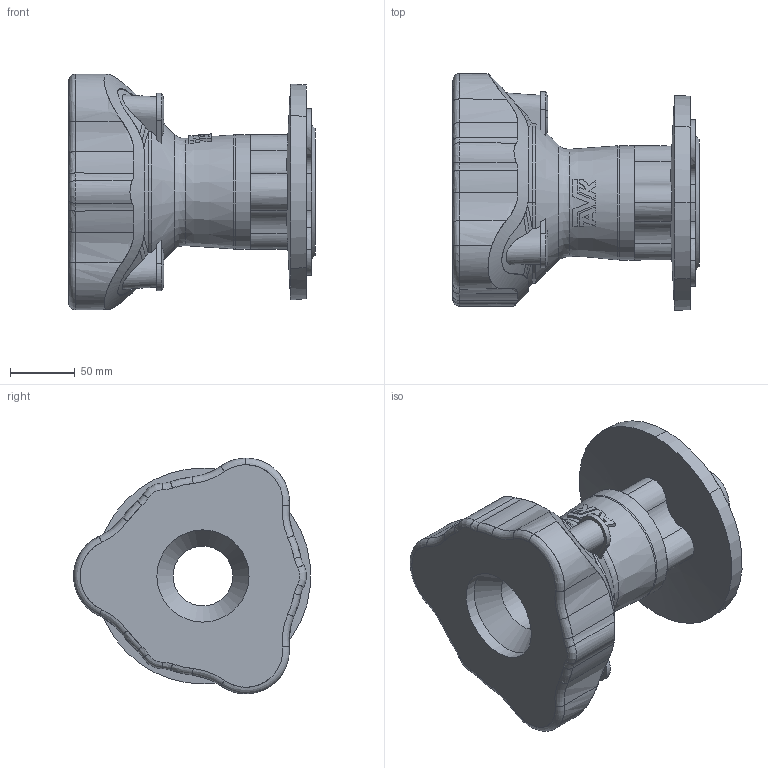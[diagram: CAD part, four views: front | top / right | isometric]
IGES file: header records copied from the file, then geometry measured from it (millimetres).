
Start section: SolidWorks IGES file using analytic representation for surfaces
Global section: file name: O_633_00_DN40_AA0_igs.igs; native system: SolidWorks 2012; preprocessor: SolidWorks 2012; author: pbm; date: 160517.100725; units: millimetre
Bounding box: 189.79 x 182.45 x 181.57 mm (x, y, z)
Surface area: 176010.5 mm2 (no closed solid volume)
Topology: 0 solids, 0 shells, 275 faces, 1546 edges, 1532 vertices
Faces by surface type: revolution 150, bspline 125
